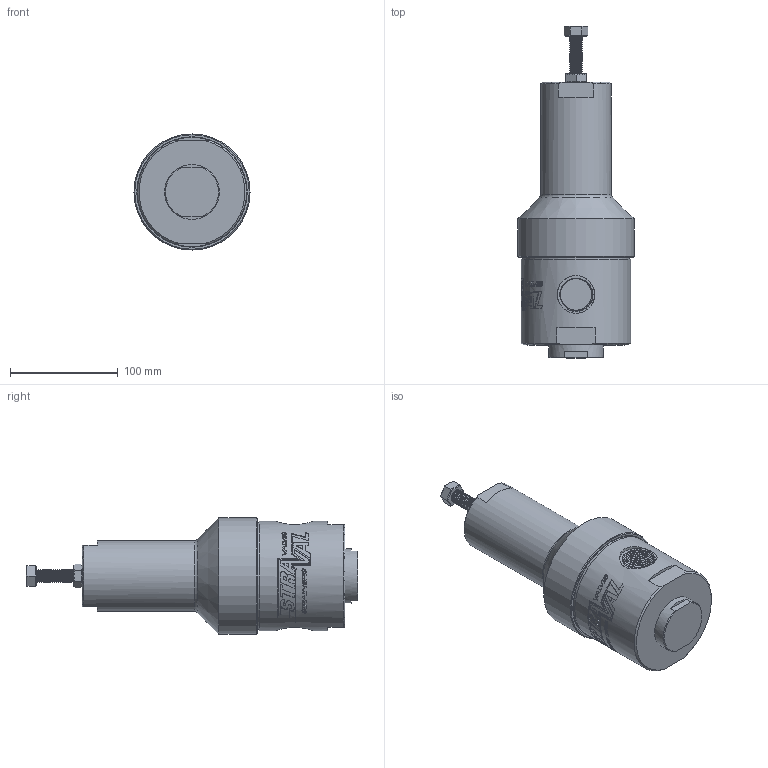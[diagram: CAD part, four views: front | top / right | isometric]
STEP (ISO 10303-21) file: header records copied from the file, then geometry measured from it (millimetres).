
FILE_DESCRIPTION (( 'STEP AP214' ), '1' );
FILE_NAME ('PRS09i-10T.STEP', '2024-12-18T13:59:15', ( '' ), ( '' ), 'SwSTEP 2.0', 'SolidWorks 2018', '' );
FILE_SCHEMA (( 'AUTOMOTIVE_DESIGN' ));
Length unit declared in the file: inch
Products named in the file (2): PRS09i-10T
Bounding box: 107.81 x 308.23 x 107.81 mm (x, y, z)
Volume: 1458419.3 mm3; surface area: 95847.1 mm2
Topology: 2 solids, 2 shells, 325 faces, 822 edges, 536 vertices
Faces by surface type: plane 148, bspline 110, cylinder 40, cone 26, torus 1
Full cylindrical faces by diameter (mm): 1.841 x1, 11.112 x1, 12.7 x1, 34.925 x2, 50.8 x1, 65.746 x1, 99.314 x1, 99.736 x1, 101.6 x1, 107.808 x1
Entity records: 34143 total; most frequent: CARTESIAN_POINT 24605, ORIENTED_EDGE 1590, DIRECTION 998, EDGE_CURVE 795, VERTEX_POINT 528, B_SPLINE_CURVE_WITH_KNOTS 448, AXIS2_PLACEMENT_3D 447, EDGE_LOOP 381
